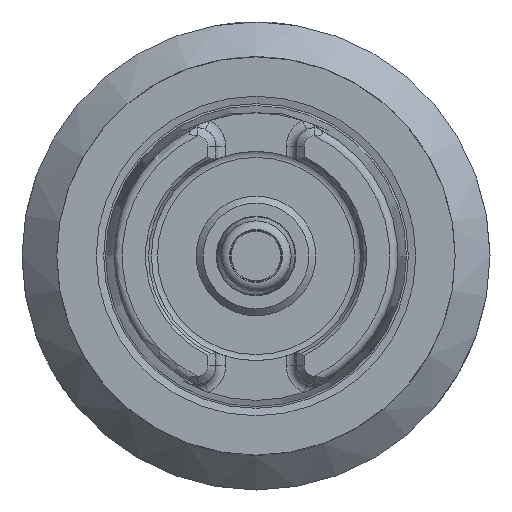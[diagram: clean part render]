
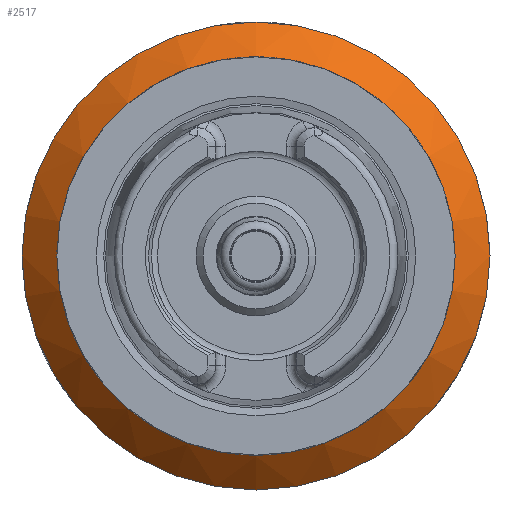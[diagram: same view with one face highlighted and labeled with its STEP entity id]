
A CAD part, left-side view. The second image highlights one B-rep face of the part: STEP entity #2517.
In plain terms, the highlighted conical face has half-angle 45 degrees and reference radius 20.125 mm.
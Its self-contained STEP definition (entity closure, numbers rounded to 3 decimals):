
#2475=CARTESIAN_POINT('',(35.,0.0,-16.75));
#2476=VERTEX_POINT('',#2475);
#2477=CARTESIAN_POINT('',(35.,0.0,0.));
#2478=DIRECTION('',(1.0,0.0,0.0));
#2479=DIRECTION('',(0.0,0.0,-1.0));
#2480=AXIS2_PLACEMENT_3D('',#2477,#2478,#2479);
#2481=CIRCLE('',#2480,16.75);
#2482=EDGE_CURVE('',#2476,#2476,#2481,.T.);
#2498=CARTESIAN_POINT('',(38.375,0.0,0.));
#2499=DIRECTION('',(1.0,0.0,0.));
#2500=DIRECTION('',(0.0,0.0,-1.0));
#2501=AXIS2_PLACEMENT_3D('',#2498,#2499,#2500);
#2502=CONICAL_SURFACE('',#2501,20.125,45.);
#2503=CARTESIAN_POINT('',(41.75,0.0,-23.5));
#2504=VERTEX_POINT('',#2503);
#2505=CARTESIAN_POINT('',(41.75,0.0,0.));
#2506=DIRECTION('',(1.0,0.0,0.0));
#2507=DIRECTION('',(0.0,0.0,-1.0));
#2508=AXIS2_PLACEMENT_3D('',#2505,#2506,#2507);
#2509=CIRCLE('',#2508,23.5);
#2510=EDGE_CURVE('',#2504,#2504,#2509,.T.);
#2511=ORIENTED_EDGE('',*,*,#2510,.F.);
#2512=EDGE_LOOP('',(#2511));
#2513=FACE_OUTER_BOUND('',#2512,.T.);
#2514=ORIENTED_EDGE('',*,*,#2482,.T.);
#2515=EDGE_LOOP('',(#2514));
#2516=FACE_BOUND('',#2515,.T.);
#2517=ADVANCED_FACE('',(#2513,#2516),#2502,.T.);
